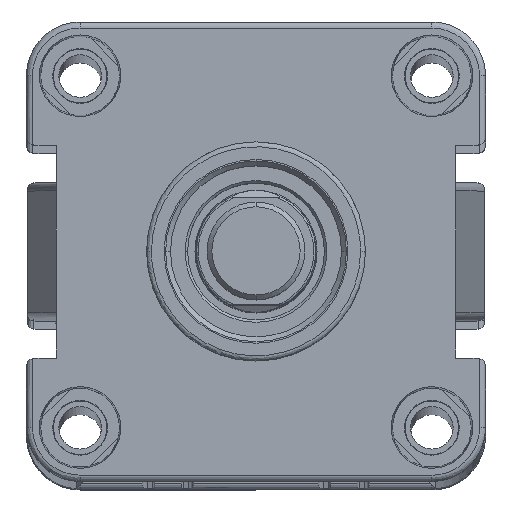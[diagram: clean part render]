
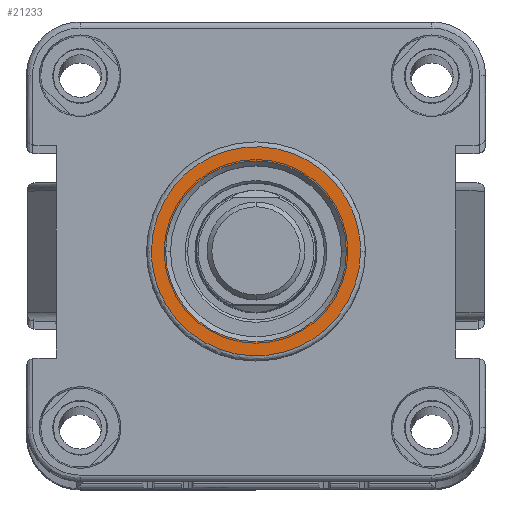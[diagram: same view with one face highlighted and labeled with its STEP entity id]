
A CAD part, top view. The second image highlights one B-rep face of the part: STEP entity #21233.
In plain terms, the highlighted face is planar.
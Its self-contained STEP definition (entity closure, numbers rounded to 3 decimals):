
#861 = CARTESIAN_POINT ( 'NONE',  ( 166., 0., 21.4 ) ) ;
#1122 = CARTESIAN_POINT ( 'NONE',  ( 166., 0., -21.4 ) ) ;
#1550 = AXIS2_PLACEMENT_3D ( 'NONE', #5601, #16001, #20504 ) ;
#2976 = CARTESIAN_POINT ( 'NONE',  ( 166., -42.8, -21.4 ) ) ;
#3699 = DIRECTION ( 'NONE',  ( -1., 0., 0. ) ) ;
#4719 = ORIENTED_EDGE ( 'NONE', *, *, #22295, .F. ) ;
#5601 = CARTESIAN_POINT ( 'NONE',  ( 166., 0., 0. ) ) ;
#7110 = CARTESIAN_POINT ( 'NONE',  ( 166., 42.8, 21.4 ) ) ;
#7659 = VERTEX_POINT ( 'NONE', #10501 ) ;
#7894 = PLANE ( 'NONE',  #14958 ) ;
#9457 = EDGE_LOOP ( 'NONE', ( #22572, #4719 ) ) ;
#9972 = CIRCLE ( 'NONE', #1550, 18.5 ) ;
#10092 = CARTESIAN_POINT ( 'NONE',  ( 166., 17.5, 0. ) ) ;
#10501 = CARTESIAN_POINT ( 'NONE',  ( 166., 0., 21.4 ) ) ;
#13540 = CARTESIAN_POINT ( 'NONE',  ( 166., 42.8, -21.4 ) ) ;
#14155 = CARTESIAN_POINT ( 'NONE',  ( 166., 0., -18.5 ) ) ;
#14958 = AXIS2_PLACEMENT_3D ( 'NONE', #10092, #3699, #18574 ) ;
#15271 = VERTEX_POINT ( 'NONE', #18442 ) ;
#15303 = CARTESIAN_POINT ( 'NONE',  ( 166., 0., 18.5 ) ) ;
#16001 = DIRECTION ( 'NONE',  ( 1., 0., 0. ) ) ;
#16269 = ORIENTED_EDGE ( 'NONE', *, *, #25866, .F. ) ;
#16774 =( BOUNDED_CURVE ( )  B_SPLINE_CURVE ( 3, ( #861, #7110, #13540, #25935 ),
 .UNSPECIFIED., .F., .T. ) 
 B_SPLINE_CURVE_WITH_KNOTS ( ( 4, 4 ),
 ( 0., 1. ),
 .UNSPECIFIED. ) 
 CURVE ( )  GEOMETRIC_REPRESENTATION_ITEM ( )  RATIONAL_B_SPLINE_CURVE ( ( 1., 0.333, 0.333, 1. ) ) 
 REPRESENTATION_ITEM ( '' )  );
#18284 = EDGE_LOOP ( 'NONE', ( #19192, #16269 ) ) ;
#18442 = CARTESIAN_POINT ( 'NONE',  ( 166., 0., -21.4 ) ) ;
#18574 = DIRECTION ( 'NONE',  ( 0., 0., 1. ) ) ;
#18972 = DIRECTION ( 'NONE',  ( 1., 0., 0. ) ) ;
#19058 = DIRECTION ( 'NONE',  ( 0., 0., -1. ) ) ;
#19192 = ORIENTED_EDGE ( 'NONE', *, *, #25296, .F. ) ;
#20018 = CARTESIAN_POINT ( 'NONE',  ( 166., -42.8, 21.4 ) ) ;
#20504 = DIRECTION ( 'NONE',  ( 0., 0., -1. ) ) ;
#20670 = EDGE_CURVE ( 'NONE', #7659, #15271, #16774, .T. ) ;
#21233 = ADVANCED_FACE ( 'NONE', ( #22746, #25438 ), #7894, .F. ) ;
#22295 = EDGE_CURVE ( 'NONE', #15271, #7659, #25841, .T. ) ;
#22572 = ORIENTED_EDGE ( 'NONE', *, *, #20670, .F. ) ;
#22746 = FACE_OUTER_BOUND ( 'NONE', #9457, .T. ) ;
#23048 = AXIS2_PLACEMENT_3D ( 'NONE', #25064, #18972, #19058 ) ;
#23307 = VERTEX_POINT ( 'NONE', #14155 ) ;
#24514 = VERTEX_POINT ( 'NONE', #15303 ) ;
#25064 = CARTESIAN_POINT ( 'NONE',  ( 166., 0., 0. ) ) ;
#25296 = EDGE_CURVE ( 'NONE', #23307, #24514, #9972, .T. ) ;
#25438 = FACE_BOUND ( 'NONE', #18284, .T. ) ;
#25841 =( BOUNDED_CURVE ( )  B_SPLINE_CURVE ( 3, ( #1122, #2976, #20018, #26485 ),
 .UNSPECIFIED., .F., .T. ) 
 B_SPLINE_CURVE_WITH_KNOTS ( ( 4, 4 ),
 ( 0., 1. ),
 .UNSPECIFIED. ) 
 CURVE ( )  GEOMETRIC_REPRESENTATION_ITEM ( )  RATIONAL_B_SPLINE_CURVE ( ( 1., 0.333, 0.333, 1. ) ) 
 REPRESENTATION_ITEM ( '' )  );
#25866 = EDGE_CURVE ( 'NONE', #24514, #23307, #26133, .T. ) ;
#25935 = CARTESIAN_POINT ( 'NONE',  ( 166., 0., -21.4 ) ) ;
#26133 = CIRCLE ( 'NONE', #23048, 18.5 ) ;
#26485 = CARTESIAN_POINT ( 'NONE',  ( 166., 0., 21.4 ) ) ;
